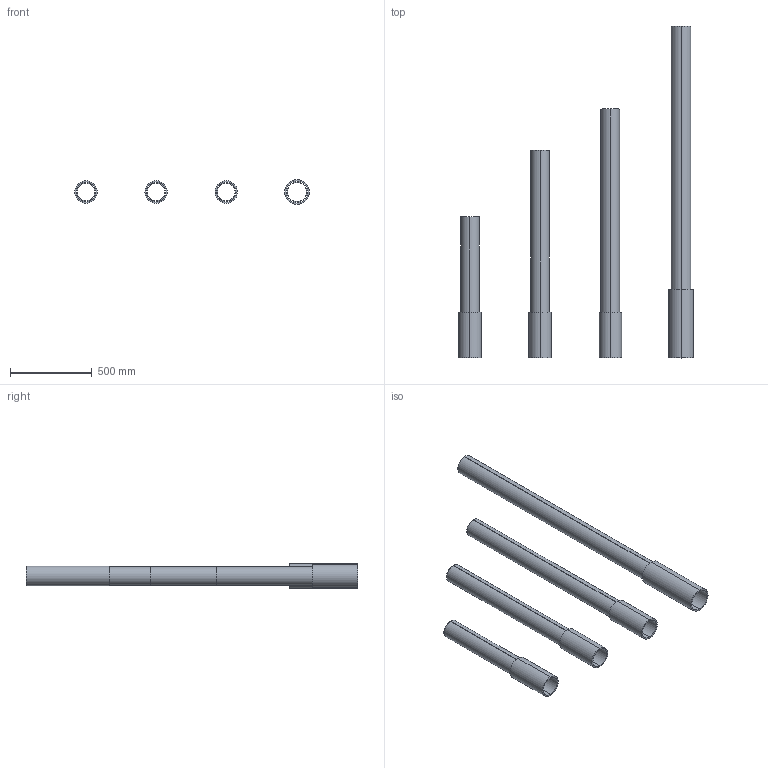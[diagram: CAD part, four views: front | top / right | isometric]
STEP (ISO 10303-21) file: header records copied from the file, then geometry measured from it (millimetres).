
FILE_DESCRIPTION (( 'STEP AP203' ), '1' );
FILE_NAME ('Elise Marble Family.STEP', '2020-05-13T00:56:17', ( '' ), ( '' ), 'SwSTEP 2.0', 'SolidWorks 2019', '' );
FILE_SCHEMA (( 'CONFIG_CONTROL_DESIGN' ));
Length unit declared in the file: inch
Products named in the file (1): Elise Marble Family
Bounding box: 1435.7 x 2032 x 150.11 mm (x, y, z)
Volume: 9712897.8 mm3; surface area: 4262077.9 mm2
Topology: 8 solids, 8 shells, 48 faces, 96 edges, 64 vertices
Faces by surface type: cylinder 32, plane 16
Entity records: 1381 total; most frequent: DIRECTION 258, CARTESIAN_POINT 209, ORIENTED_EDGE 192, AXIS2_PLACEMENT_3D 113, EDGE_CURVE 96, VERTEX_POINT 64, EDGE_LOOP 64, CIRCLE 64
